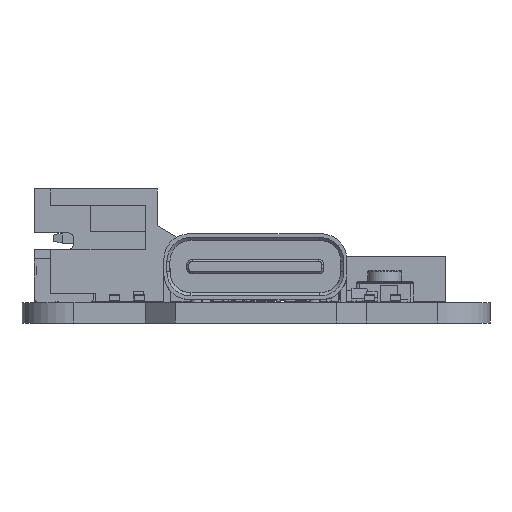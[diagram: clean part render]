
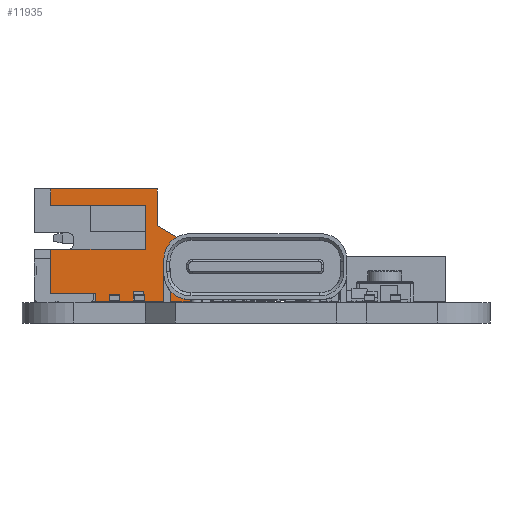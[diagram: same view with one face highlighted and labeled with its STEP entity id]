
A CAD part, left-side view. The second image highlights one B-rep face of the part: STEP entity #11935.
In plain terms, the highlighted face is planar.
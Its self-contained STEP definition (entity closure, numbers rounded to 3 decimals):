
#10988 = VERTEX_POINT('',#10989);
#10989 = CARTESIAN_POINT('',(3.95,0.,-7.6));
#10995 = EDGE_CURVE('',#10988,#10996,#10998,.T.);
#10996 = VERTEX_POINT('',#10997);
#10997 = CARTESIAN_POINT('',(3.95,0.,-3.));
#10998 = LINE('',#10999,#11000);
#10999 = CARTESIAN_POINT('',(3.95,0.,-7.6));
#11000 = VECTOR('',#11001,1.);
#11001 = DIRECTION('',(-0.,0.,1.));
#11371 = VERTEX_POINT('',#11372);
#11372 = CARTESIAN_POINT('',(3.95,4.705,-5.415));
#11378 = EDGE_CURVE('',#11371,#11379,#11381,.T.);
#11379 = VERTEX_POINT('',#11380);
#11380 = CARTESIAN_POINT('',(3.95,4.705,-0.8));
#11381 = LINE('',#11382,#11383);
#11382 = CARTESIAN_POINT('',(3.95,4.705,-0.8));
#11383 = VECTOR('',#11384,1.);
#11384 = DIRECTION('',(0.,-0.,1.));
#11411 = VERTEX_POINT('',#11412);
#11412 = CARTESIAN_POINT('',(3.95,2.55,-5.415));
#11418 = EDGE_CURVE('',#11411,#11371,#11419,.T.);
#11419 = LINE('',#11420,#11421);
#11420 = CARTESIAN_POINT('',(3.95,4.705,-5.415));
#11421 = VECTOR('',#11422,1.);
#11422 = DIRECTION('',(-0.,1.,-0.));
#11614 = VERTEX_POINT('',#11615);
#11615 = CARTESIAN_POINT('',(3.95,5.5,-6.));
#11621 = EDGE_CURVE('',#11614,#11622,#11624,.T.);
#11622 = VERTEX_POINT('',#11623);
#11623 = CARTESIAN_POINT('',(3.95,3.7,-6.));
#11624 = LINE('',#11625,#11626);
#11625 = CARTESIAN_POINT('',(3.95,5.5,-6.));
#11626 = VECTOR('',#11627,1.);
#11627 = DIRECTION('',(0.,-1.,0.));
#11916 = VERTEX_POINT('',#11917);
#11917 = CARTESIAN_POINT('',(3.95,0.4,-3.));
#11925 = EDGE_CURVE('',#11916,#10996,#11926,.T.);
#11926 = LINE('',#11927,#11928);
#11927 = CARTESIAN_POINT('',(3.95,0.,-3.));
#11928 = VECTOR('',#11929,1.);
#11929 = DIRECTION('',(-0.,-1.,0.));
#11935 = ADVANCED_FACE('',(#11936),#11993,.F.);
#11936 = FACE_BOUND('',#11937,.T.);
#11937 = EDGE_LOOP('',(#11938,#11946,#11947,#11948,#11956,#11964,#11970,
    #11971,#11972,#11980,#11986,#11987));
#11938 = ORIENTED_EDGE('',*,*,#11939,.F.);
#11939 = EDGE_CURVE('',#11379,#11940,#11942,.T.);
#11940 = VERTEX_POINT('',#11941);
#11941 = CARTESIAN_POINT('',(3.95,5.5,-0.8));
#11942 = LINE('',#11943,#11944);
#11943 = CARTESIAN_POINT('',(3.95,5.5,-0.8));
#11944 = VECTOR('',#11945,1.);
#11945 = DIRECTION('',(0.,1.,0.));
#11946 = ORIENTED_EDGE('',*,*,#11378,.F.);
#11947 = ORIENTED_EDGE('',*,*,#11418,.F.);
#11948 = ORIENTED_EDGE('',*,*,#11949,.T.);
#11949 = EDGE_CURVE('',#11411,#11950,#11952,.T.);
#11950 = VERTEX_POINT('',#11951);
#11951 = CARTESIAN_POINT('',(3.95,2.55,-0.8));
#11952 = LINE('',#11953,#11954);
#11953 = CARTESIAN_POINT('',(3.95,2.55,0.));
#11954 = VECTOR('',#11955,1.);
#11955 = DIRECTION('',(-0.,0.,1.));
#11956 = ORIENTED_EDGE('',*,*,#11957,.F.);
#11957 = EDGE_CURVE('',#11958,#11950,#11960,.T.);
#11958 = VERTEX_POINT('',#11959);
#11959 = CARTESIAN_POINT('',(3.95,0.4,-0.8));
#11960 = LINE('',#11961,#11962);
#11961 = CARTESIAN_POINT('',(3.95,5.5,-0.8));
#11962 = VECTOR('',#11963,1.);
#11963 = DIRECTION('',(0.,1.,0.));
#11964 = ORIENTED_EDGE('',*,*,#11965,.F.);
#11965 = EDGE_CURVE('',#11916,#11958,#11966,.T.);
#11966 = LINE('',#11967,#11968);
#11967 = CARTESIAN_POINT('',(3.95,0.4,0.));
#11968 = VECTOR('',#11969,1.);
#11969 = DIRECTION('',(0.,0.,1.));
#11970 = ORIENTED_EDGE('',*,*,#11925,.T.);
#11971 = ORIENTED_EDGE('',*,*,#10995,.F.);
#11972 = ORIENTED_EDGE('',*,*,#11973,.F.);
#11973 = EDGE_CURVE('',#11974,#10988,#11976,.T.);
#11974 = VERTEX_POINT('',#11975);
#11975 = CARTESIAN_POINT('',(3.95,2.776,-7.6));
#11976 = LINE('',#11977,#11978);
#11977 = CARTESIAN_POINT('',(3.95,5.5,-7.6));
#11978 = VECTOR('',#11979,1.);
#11979 = DIRECTION('',(0.,-1.,0.));
#11980 = ORIENTED_EDGE('',*,*,#11981,.F.);
#11981 = EDGE_CURVE('',#11622,#11974,#11982,.T.);
#11982 = LINE('',#11983,#11984);
#11983 = CARTESIAN_POINT('',(3.95,3.7,-6.));
#11984 = VECTOR('',#11985,1.);
#11985 = DIRECTION('',(0.,-0.5,-0.866));
#11986 = ORIENTED_EDGE('',*,*,#11621,.F.);
#11987 = ORIENTED_EDGE('',*,*,#11988,.F.);
#11988 = EDGE_CURVE('',#11940,#11614,#11989,.T.);
#11989 = LINE('',#11990,#11991);
#11990 = CARTESIAN_POINT('',(3.95,5.5,0.));
#11991 = VECTOR('',#11992,1.);
#11992 = DIRECTION('',(0.,-0.,-1.));
#11993 = PLANE('',#11994);
#11994 = AXIS2_PLACEMENT_3D('',#11995,#11996,#11997);
#11995 = CARTESIAN_POINT('',(3.95,5.5,0.));
#11996 = DIRECTION('',(-1.,0.,0.));
#11997 = DIRECTION('',(0.,0.,1.));
